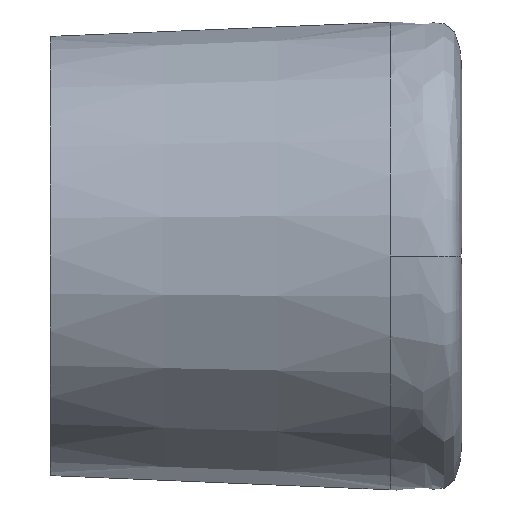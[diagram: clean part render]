
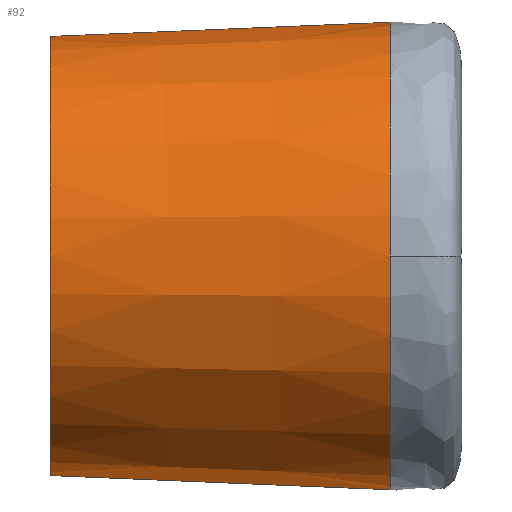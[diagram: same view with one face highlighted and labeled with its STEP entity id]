
A CAD part, left-side view. The second image highlights one B-rep face of the part: STEP entity #92.
In plain terms, the highlighted conical face has half-angle 2.386 degrees and reference radius 16.5 mm.
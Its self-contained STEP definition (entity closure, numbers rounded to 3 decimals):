
#8 = ORIENTED_EDGE ( 'NONE', *, *, #214, .F. ) ;
#10 = AXIS2_PLACEMENT_3D ( 'NONE', #208, #234, #168 ) ;
#12 = DIRECTION ( 'NONE',  ( 0., 0., -1. ) ) ;
#14 = DIRECTION ( 'NONE',  ( 0., -1., 0. ) ) ;
#22 = VECTOR ( 'NONE', #259, 1000. ) ;
#29 = ORIENTED_EDGE ( 'NONE', *, *, #64, .T. ) ;
#31 = FACE_OUTER_BOUND ( 'NONE', #136, .T. ) ;
#33 = CARTESIAN_POINT ( 'NONE',  ( 0., 5., 16.5 ) ) ;
#51 = VERTEX_POINT ( 'NONE', #266 ) ;
#61 = ORIENTED_EDGE ( 'NONE', *, *, #230, .T. ) ;
#64 = EDGE_CURVE ( 'NONE', #91, #233, #82, .T. ) ;
#65 = ORIENTED_EDGE ( 'NONE', *, *, #209, .F. ) ;
#75 = CARTESIAN_POINT ( 'NONE',  ( 0., 5., 0. ) ) ;
#76 = CARTESIAN_POINT ( 'NONE',  ( 0., 5., -16.5 ) ) ;
#77 = DIRECTION ( 'NONE',  ( 0., 0., 1. ) ) ;
#82 = CIRCLE ( 'NONE', #238, 16.5 ) ;
#83 = AXIS2_PLACEMENT_3D ( 'NONE', #75, #14, #12 ) ;
#85 = CARTESIAN_POINT ( 'NONE',  ( 0., 29., 15.5 ) ) ;
#91 = VERTEX_POINT ( 'NONE', #76 ) ;
#92 = ADVANCED_FACE ( 'NONE', ( #31 ), #224, .T. ) ;
#123 = CARTESIAN_POINT ( 'NONE',  ( 0., 5., -16.5 ) ) ;
#136 = EDGE_LOOP ( 'NONE', ( #8, #65, #61, #29, #265 ) ) ;
#139 = DIRECTION ( 'NONE',  ( 0., 1., 0. ) ) ;
#146 = DIRECTION ( 'NONE',  ( 0., 0., 1. ) ) ;
#162 = VECTOR ( 'NONE', #210, 1000. ) ;
#165 = CARTESIAN_POINT ( 'NONE',  ( 0., 5., 16.5 ) ) ;
#168 = DIRECTION ( 'NONE',  ( 0., 0., 1. ) ) ;
#171 = VERTEX_POINT ( 'NONE', #33 ) ;
#179 = CIRCLE ( 'NONE', #10, 16.5 ) ;
#186 = LINE ( 'NONE', #123, #162 ) ;
#208 = CARTESIAN_POINT ( 'NONE',  ( 0., 5., 0. ) ) ;
#209 = EDGE_CURVE ( 'NONE', #51, #220, #252, .T. ) ;
#210 = DIRECTION ( 'NONE',  ( 0., -0.999, -0.042 ) ) ;
#214 = EDGE_CURVE ( 'NONE', #220, #171, #280, .T. ) ;
#220 = VERTEX_POINT ( 'NONE', #85 ) ;
#224 = CONICAL_SURFACE ( 'NONE', #83, 16.5, 0.042 ) ;
#225 = EDGE_CURVE ( 'NONE', #233, #171, #179, .T. ) ;
#230 = EDGE_CURVE ( 'NONE', #51, #91, #186, .T. ) ;
#233 = VERTEX_POINT ( 'NONE', #257 ) ;
#234 = DIRECTION ( 'NONE',  ( 0., 1., 0. ) ) ;
#238 = AXIS2_PLACEMENT_3D ( 'NONE', #245, #139, #77 ) ;
#245 = CARTESIAN_POINT ( 'NONE',  ( 0., 5., 0. ) ) ;
#252 = CIRCLE ( 'NONE', #277, 15.5 ) ;
#255 = DIRECTION ( 'NONE',  ( 0., 1., 0. ) ) ;
#257 = CARTESIAN_POINT ( 'NONE',  ( -16.5, 5., 0. ) ) ;
#259 = DIRECTION ( 'NONE',  ( 0., -0.999, 0.042 ) ) ;
#265 = ORIENTED_EDGE ( 'NONE', *, *, #225, .T. ) ;
#266 = CARTESIAN_POINT ( 'NONE',  ( 0., 29., -15.5 ) ) ;
#271 = CARTESIAN_POINT ( 'NONE',  ( 0., 29., 0. ) ) ;
#277 = AXIS2_PLACEMENT_3D ( 'NONE', #271, #255, #146 ) ;
#280 = LINE ( 'NONE', #165, #22 ) ;
